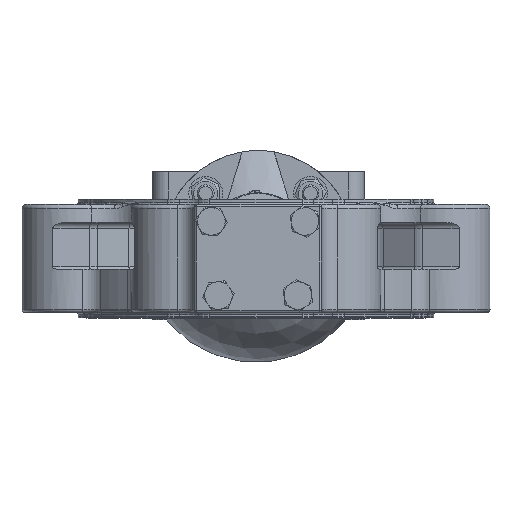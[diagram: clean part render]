
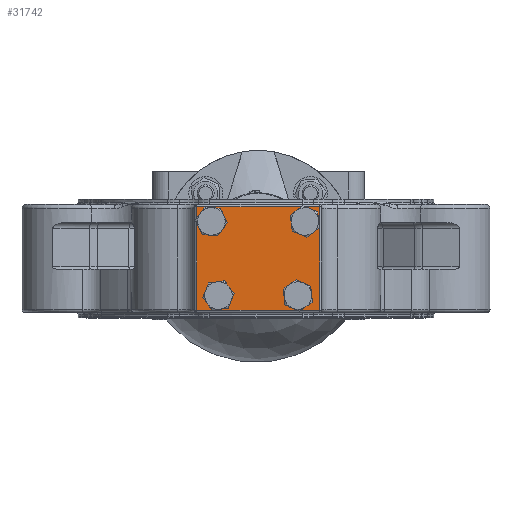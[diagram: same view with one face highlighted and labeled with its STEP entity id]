
A CAD part, front view. The second image highlights one B-rep face of the part: STEP entity #31742.
In plain terms, the highlighted planar face has unit normal (0, -1, 0).
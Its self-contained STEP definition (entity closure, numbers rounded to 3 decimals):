
#1928=FACE_BOUND('',#6362,.T.);
#1929=FACE_BOUND('',#6363,.T.);
#1930=FACE_BOUND('',#6364,.T.);
#1931=FACE_BOUND('',#6365,.T.);
#2462=CIRCLE('',#33956,5.815);
#2470=CIRCLE('',#33979,5.815);
#2489=CIRCLE('',#34019,5.815);
#2490=CIRCLE('',#34020,5.815);
#4255=FACE_OUTER_BOUND('',#6361,.T.);
#6361=EDGE_LOOP('',(#21837,#21838,#21839,#21840));
#6362=EDGE_LOOP('',(#21841));
#6363=EDGE_LOOP('',(#21842));
#6364=EDGE_LOOP('',(#21843));
#6365=EDGE_LOOP('',(#21844));
#8715=LINE('',#47239,#10867);
#8717=LINE('',#47247,#10869);
#8719=LINE('',#47255,#10871);
#8721=LINE('',#47266,#10873);
#10867=VECTOR('',#38120,10.);
#10869=VECTOR('',#38128,10.);
#10871=VECTOR('',#38136,10.);
#10873=VECTOR('',#38152,10.);
#13217=VERTEX_POINT('',#47100);
#13237=VERTEX_POINT('',#47191);
#13257=VERTEX_POINT('',#47236);
#13258=VERTEX_POINT('',#47238);
#13261=VERTEX_POINT('',#47246);
#13264=VERTEX_POINT('',#47254);
#13268=VERTEX_POINT('',#47283);
#13269=VERTEX_POINT('',#47285);
#16454=EDGE_CURVE('',#13217,#13217,#2462,.T.);
#16486=EDGE_CURVE('',#13237,#13237,#2470,.T.);
#16506=EDGE_CURVE('',#13257,#13258,#8715,.T.);
#16510=EDGE_CURVE('',#13258,#13261,#8717,.T.);
#16514=EDGE_CURVE('',#13261,#13264,#8719,.T.);
#16520=EDGE_CURVE('',#13264,#13257,#8721,.T.);
#16530=EDGE_CURVE('',#13268,#13268,#2489,.T.);
#16531=EDGE_CURVE('',#13269,#13269,#2490,.T.);
#21837=ORIENTED_EDGE('',*,*,#16506,.F.);
#21838=ORIENTED_EDGE('',*,*,#16520,.F.);
#21839=ORIENTED_EDGE('',*,*,#16514,.F.);
#21840=ORIENTED_EDGE('',*,*,#16510,.F.);
#21841=ORIENTED_EDGE('',*,*,#16530,.T.);
#21842=ORIENTED_EDGE('',*,*,#16454,.T.);
#21843=ORIENTED_EDGE('',*,*,#16531,.T.);
#21844=ORIENTED_EDGE('',*,*,#16486,.T.);
#29902=PLANE('',#34018);
#31742=ADVANCED_FACE('',(#4255,#1928,#1929,#1930,#1931),#29902,.T.);
#33956=AXIS2_PLACEMENT_3D('',#47101,#38018,#38019);
#33979=AXIS2_PLACEMENT_3D('',#47192,#38076,#38077);
#34018=AXIS2_PLACEMENT_3D('',#47282,#38175,#38176);
#34019=AXIS2_PLACEMENT_3D('',#47284,#38177,#38178);
#34020=AXIS2_PLACEMENT_3D('',#47286,#38179,#38180);
#38018=DIRECTION('center_axis',(0.,1.,0.));
#38019=DIRECTION('ref_axis',(-0.996,0.,0.091));
#38076=DIRECTION('center_axis',(0.,1.,0.));
#38077=DIRECTION('ref_axis',(-0.912,0.,0.411));
#38120=DIRECTION('',(0.,0.,1.));
#38128=DIRECTION('',(1.,0.,0.));
#38136=DIRECTION('',(0.,0.,-1.));
#38152=DIRECTION('',(-1.,0.,0.));
#38175=DIRECTION('center_axis',(0.,-1.,0.));
#38176=DIRECTION('ref_axis',(1.,0.,0.));
#38177=DIRECTION('center_axis',(0.,1.,0.));
#38178=DIRECTION('ref_axis',(-0.922,0.,0.388));
#38179=DIRECTION('center_axis',(0.,1.,0.));
#38180=DIRECTION('ref_axis',(0.614,0.,-0.79));
#47100=CARTESIAN_POINT('',(-26.891,-130.,12.026));
#47101=CARTESIAN_POINT('Origin',(-21.1,-130.,11.5));
#47191=CARTESIAN_POINT('',(14.448,-130.,-21.113));
#47192=CARTESIAN_POINT('Origin',(19.75,-130.,-23.5));
#47236=CARTESIAN_POINT('',(-28.,-130.,-30.5));
#47238=CARTESIAN_POINT('',(-28.,-130.,18.5));
#47239=CARTESIAN_POINT('',(-28.,-130.,-18.75));
#47246=CARTESIAN_POINT('',(30.,-130.,18.5));
#47247=CARTESIAN_POINT('',(-21.5,-130.,18.5));
#47254=CARTESIAN_POINT('',(30.,-130.,-30.5));
#47255=CARTESIAN_POINT('',(30.,-130.,6.75));
#47266=CARTESIAN_POINT('',(-6.5,-130.,-30.5));
#47282=CARTESIAN_POINT('Origin',(-14.,-130.,-6.));
#47283=CARTESIAN_POINT('',(17.74,-130.,13.754));
#47284=CARTESIAN_POINT('Origin',(23.1,-130.,11.5));
#47285=CARTESIAN_POINT('',(-14.182,-130.,-28.092));
#47286=CARTESIAN_POINT('Origin',(-17.75,-130.,-23.5));
